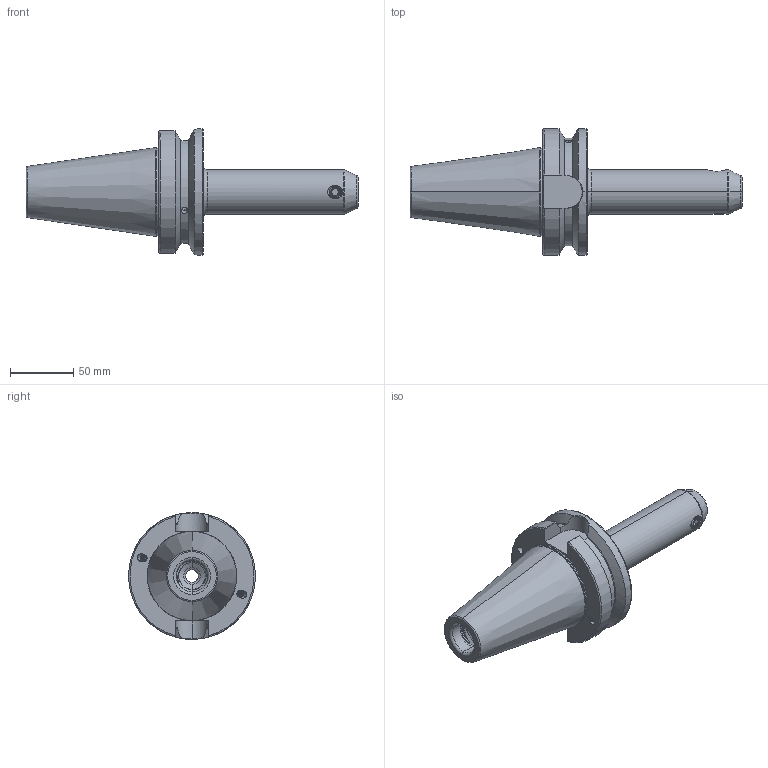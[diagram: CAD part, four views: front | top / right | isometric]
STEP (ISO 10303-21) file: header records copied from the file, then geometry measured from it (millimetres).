
FILE_DESCRIPTION (( 'STEP AP203' ), '1' );
FILE_NAME ('506.04.10.2.STEP', '2016-08-08T00:55:35', ( '' ), ( '' ), 'SwSTEP 2.0', 'SolidWorks 2012', '' );
FILE_SCHEMA (( 'CONFIG_CONTROL_DESIGN' ));
Length unit declared in the file: millimetre
Products named in the file (3): 側固10_M10x1.5_12L; 506.04.10.2
Assembly tree (2 placements, depth 2):
  506.04.10.2
    506.04.10.2
    側固10_M10x1.5_12L
Bounding box: 261.8 x 100 x 100 mm (x, y, z)
Volume: 540730.5 mm3; surface area: 75800.5 mm2
Topology: 2 solids, 2 shells, 258 faces, 688 edges, 436 vertices
Faces by surface type: cylinder 120, plane 44, cone 35, bspline 29, torus 28, sphere 2
Entity records: 21425 total; most frequent: CARTESIAN_POINT 15537, ORIENTED_EDGE 1364, DIRECTION 956, EDGE_CURVE 682, VERTEX_POINT 436, AXIS2_PLACEMENT_3D 373, EDGE_LOOP 278, FACE_OUTER_BOUND 258
